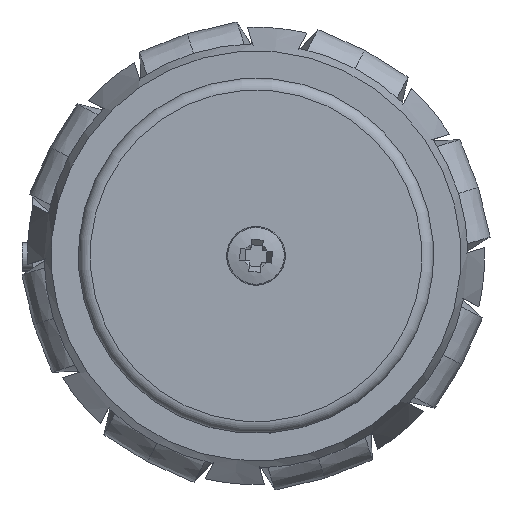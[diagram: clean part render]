
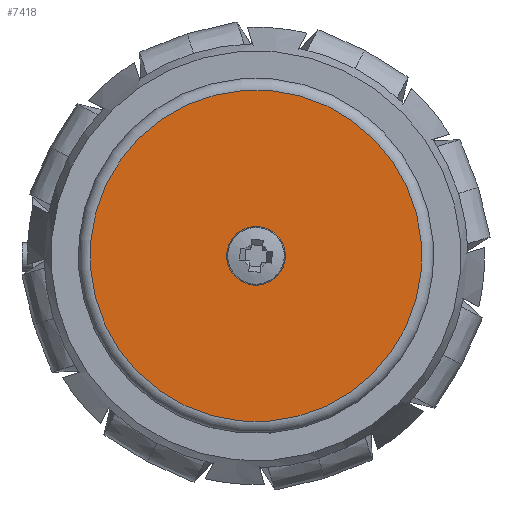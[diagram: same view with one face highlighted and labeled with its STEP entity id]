
A CAD part, top view. The second image highlights one B-rep face of the part: STEP entity #7418.
In plain terms, the highlighted face is planar.
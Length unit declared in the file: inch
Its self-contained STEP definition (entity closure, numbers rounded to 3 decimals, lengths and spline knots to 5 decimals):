
#702=CIRCLE($,#8180,0.7);
#704=CIRCLE($,#8184,0.05975);
#884=FACE_BOUND($,#1837,.T.);
#885=FACE_BOUND($,#1838,.T.);
#1837=EDGE_LOOP($,(#6525));
#1838=EDGE_LOOP($,(#6526));
#3685=VERTEX_POINT($,#12769);
#3687=VERTEX_POINT($,#12775);
#4647=EDGE_CURVE($,#3685,#3685,#702,.T.);
#4649=EDGE_CURVE($,#3687,#3687,#704,.T.);
#6525=ORIENTED_EDGE($,*,*,#4649,.T.);
#6526=ORIENTED_EDGE($,*,*,#4647,.F.);
#6994=PLANE($,#8183);
#7418=ADVANCED_FACE($,(#884,#885),#6994,.F.);
#8180=AXIS2_PLACEMENT_3D($,#12770,#10186,#10187);
#8183=AXIS2_PLACEMENT_3D($,#12774,#10192,#10193);
#8184=AXIS2_PLACEMENT_3D($,#12776,#10194,#10195);
#10186=DIRECTION('center_axis',(0.,0.,1.));
#10187=DIRECTION('ref_axis',(-1.,0.,0.));
#10192=DIRECTION('center_axis',(0.,0.,1.));
#10193=DIRECTION('ref_axis',(1.,0.,0.));
#10194=DIRECTION('center_axis',(0.,0.,1.));
#10195=DIRECTION('ref_axis',(-1.,0.,0.));
#12769=CARTESIAN_POINT('',(0.7,0.,0.));
#12770=CARTESIAN_POINT('Origin',(0.,0.,0.));
#12774=CARTESIAN_POINT('Origin',(0.,0.,
0.));
#12775=CARTESIAN_POINT('',(0.05975,0.,0.));
#12776=CARTESIAN_POINT('Origin',(0.,0.,0.));
